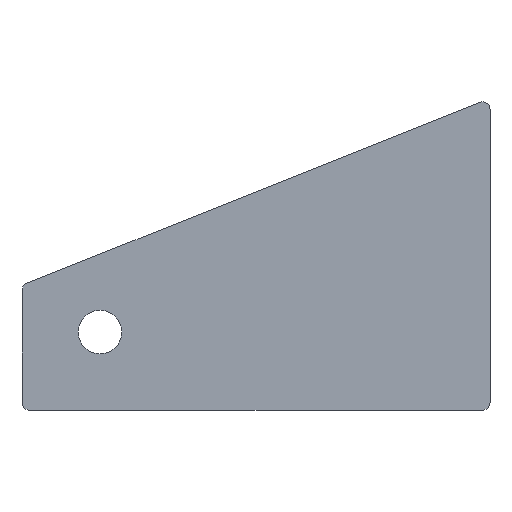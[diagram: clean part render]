
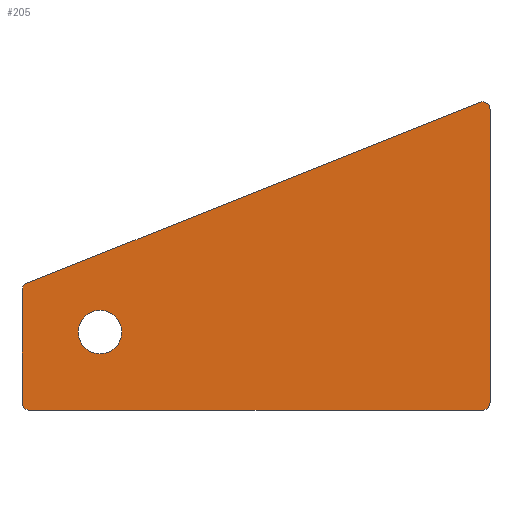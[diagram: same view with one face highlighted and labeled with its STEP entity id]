
A CAD part, top view. The second image highlights one B-rep face of the part: STEP entity #205.
In plain terms, the highlighted planar face has unit normal (0, 0, 1).
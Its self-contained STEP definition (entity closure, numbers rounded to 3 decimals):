
#16=FACE_BOUND('',#46,.T.);
#22=PLANE('',#240);
#33=FACE_OUTER_BOUND('',#45,.T.);
#45=EDGE_LOOP('',(#181,#182,#183,#184,#185,#186,#187,#188));
#46=EDGE_LOOP('',(#189));
#51=LINE('',#317,#68);
#57=LINE('',#339,#74);
#60=LINE('',#347,#77);
#63=LINE('',#357,#80);
#68=VECTOR('',#255,10.);
#74=VECTOR('',#277,10.);
#77=VECTOR('',#286,10.);
#80=VECTOR('',#299,10.);
#81=CIRCLE('',#221,5.);
#87=CIRCLE('',#230,5.);
#88=CIRCLE('',#233,5.);
#89=CIRCLE('',#236,5.);
#90=CIRCLE('',#238,14.);
#91=VERTEX_POINT('',#304);
#92=VERTEX_POINT('',#305);
#96=VERTEX_POINT('',#315);
#103=VERTEX_POINT('',#333);
#104=VERTEX_POINT('',#337);
#105=VERTEX_POINT('',#341);
#106=VERTEX_POINT('',#345);
#107=VERTEX_POINT('',#349);
#108=VERTEX_POINT('',#353);
#109=EDGE_CURVE('',#91,#92,#81,.T.);
#115=EDGE_CURVE('',#91,#96,#51,.T.);
#123=EDGE_CURVE('',#103,#96,#87,.T.);
#126=EDGE_CURVE('',#103,#104,#57,.T.);
#127=EDGE_CURVE('',#105,#104,#88,.T.);
#130=EDGE_CURVE('',#105,#106,#60,.T.);
#131=EDGE_CURVE('',#107,#106,#89,.T.);
#133=EDGE_CURVE('',#108,#108,#90,.T.);
#135=EDGE_CURVE('',#107,#92,#63,.T.);
#181=ORIENTED_EDGE('',*,*,#109,.F.);
#182=ORIENTED_EDGE('',*,*,#115,.T.);
#183=ORIENTED_EDGE('',*,*,#123,.F.);
#184=ORIENTED_EDGE('',*,*,#126,.T.);
#185=ORIENTED_EDGE('',*,*,#127,.F.);
#186=ORIENTED_EDGE('',*,*,#130,.T.);
#187=ORIENTED_EDGE('',*,*,#131,.F.);
#188=ORIENTED_EDGE('',*,*,#135,.T.);
#189=ORIENTED_EDGE('',*,*,#133,.T.);
#205=ADVANCED_FACE('',(#33,#16),#22,.T.);
#221=AXIS2_PLACEMENT_3D('',#306,#245,#246);
#230=AXIS2_PLACEMENT_3D('',#334,#271,#272);
#233=AXIS2_PLACEMENT_3D('',#342,#280,#281);
#236=AXIS2_PLACEMENT_3D('',#350,#289,#290);
#238=AXIS2_PLACEMENT_3D('',#354,#294,#295);
#240=AXIS2_PLACEMENT_3D('',#358,#300,#301);
#245=DIRECTION('center_axis',(0.,0.,-1.));
#246=DIRECTION('ref_axis',(0.707,-0.707,0.));
#255=DIRECTION('',(0.,1.,0.));
#271=DIRECTION('center_axis',(0.,0.,-1.));
#272=DIRECTION('ref_axis',(0.561,0.828,0.));
#277=DIRECTION('',(-0.928,-0.371,0.));
#280=DIRECTION('center_axis',(0.,0.,-1.));
#281=DIRECTION('ref_axis',(-0.828,0.561,0.));
#286=DIRECTION('',(0.,-1.,0.));
#289=DIRECTION('center_axis',(0.,0.,-1.));
#290=DIRECTION('ref_axis',(-0.707,-0.707,0.));
#294=DIRECTION('center_axis',(0.,0.,-1.));
#295=DIRECTION('ref_axis',(1.,0.,0.));
#299=DIRECTION('',(1.,0.,0.));
#300=DIRECTION('center_axis',(0.,0.,1.));
#301=DIRECTION('ref_axis',(1.,0.,0.));
#304=CARTESIAN_POINT('',(300.,5.,8.));
#305=CARTESIAN_POINT('',(295.,0.,8.));
#306=CARTESIAN_POINT('Origin',(295.,5.,8.));
#315=CARTESIAN_POINT('',(300.,192.615,8.));
#317=CARTESIAN_POINT('',(300.,0.,8.));
#333=CARTESIAN_POINT('',(293.143,197.257,8.));
#334=CARTESIAN_POINT('Origin',(295.,192.615,8.));
#337=CARTESIAN_POINT('',(3.143,81.257,8.));
#339=CARTESIAN_POINT('',(300.,200.,8.));
#341=CARTESIAN_POINT('',(0.,76.615,8.));
#342=CARTESIAN_POINT('Origin',(5.,76.615,8.));
#345=CARTESIAN_POINT('',(0.,5.,8.));
#347=CARTESIAN_POINT('',(0.,80.,8.));
#349=CARTESIAN_POINT('',(5.,0.,8.));
#350=CARTESIAN_POINT('Origin',(5.,5.,8.));
#353=CARTESIAN_POINT('',(36.,50.,8.));
#354=CARTESIAN_POINT('Origin',(50.,50.,8.));
#357=CARTESIAN_POINT('',(0.,0.,8.));
#358=CARTESIAN_POINT('Origin',(150.,100.,8.));
